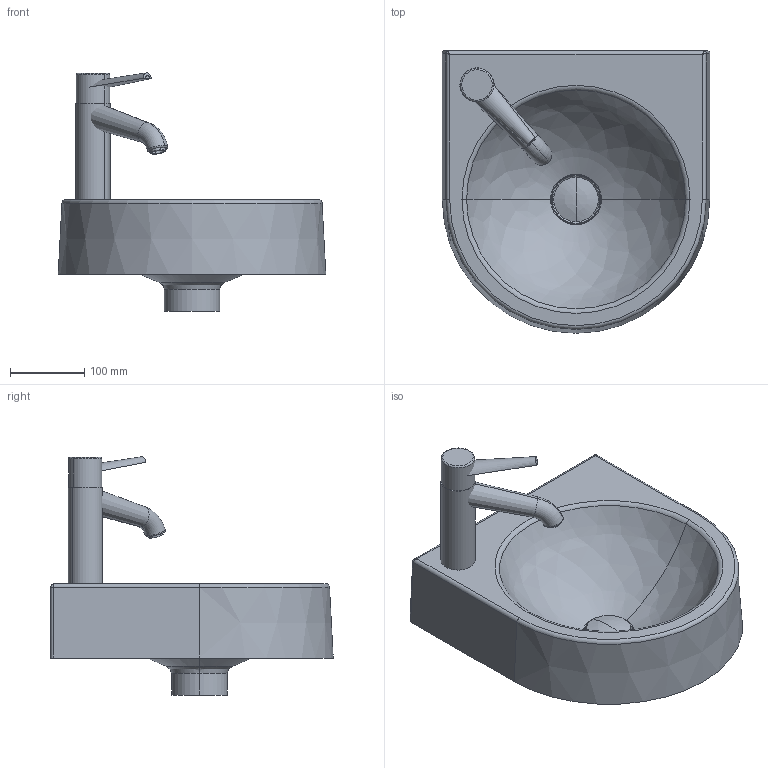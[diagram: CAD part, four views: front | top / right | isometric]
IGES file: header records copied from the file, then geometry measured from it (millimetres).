
Global section: file name: No Iges File Name specified; native system: AutoDesk Inventor R11.0; preprocessor: AutoDesk Inventor Iges Exporter R11.0; author: No Author specified; organization: No Organization specified; date: 20080116.125719; units: millimetre
Bounding box: 360 x 380 x 320.77 mm (x, y, z)
Volume: 3160068.3 mm3; surface area: 619072.7 mm2
Topology: 7 solids, 7 shells, 120 faces, 276 edges, 168 vertices
Faces by surface type: plane 32, cylinder 25, revolution 22, bspline 19, torus 17, cone 5
